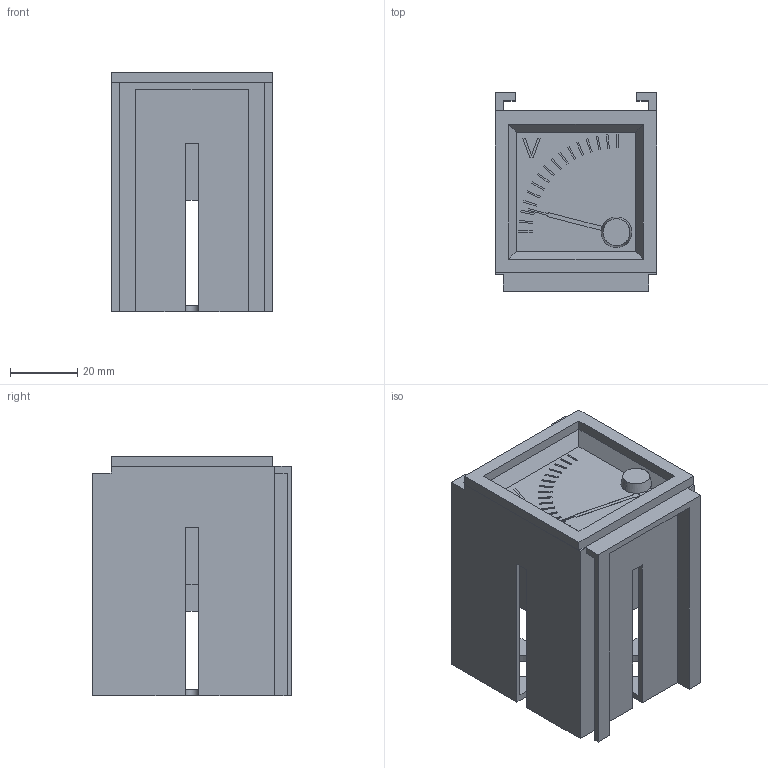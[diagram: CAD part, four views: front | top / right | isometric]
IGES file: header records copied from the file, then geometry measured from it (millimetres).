
Start section: SolidWorks IGES file using analytic representation for surfaces
Global section: file name: IL_702.IGS; native system: SolidWorks 2007; preprocessor: SolidWorks 2007; author: Gordon; date: 100110.135101; units: millimetre
Bounding box: 48 x 59 x 71 mm (x, y, z)
Surface area: 46201.9 mm2 (no closed solid volume)
Topology: 0 solids, 0 shells, 191 faces, 1244 edges, 1244 vertices
Faces by surface type: bspline 175, revolution 16
